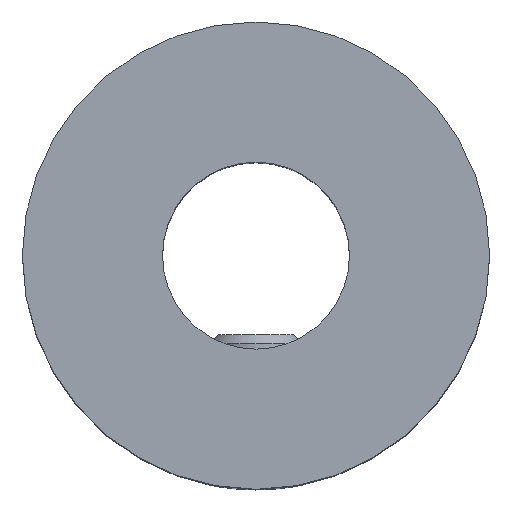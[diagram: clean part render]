
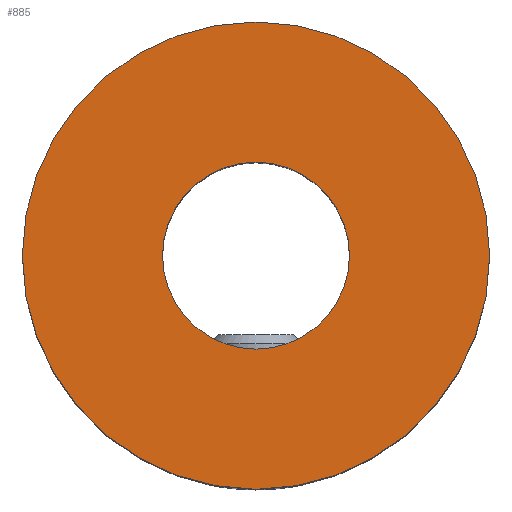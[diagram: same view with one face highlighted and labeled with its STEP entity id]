
A CAD part, top view. The second image highlights one B-rep face of the part: STEP entity #885.
In plain terms, the highlighted planar face has unit normal (0, 0, 1).
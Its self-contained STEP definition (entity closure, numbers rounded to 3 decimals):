
#412 = CYLINDRICAL_SURFACE('',#413,2.5);
#413 = AXIS2_PLACEMENT_3D('',#414,#415,#416);
#414 = CARTESIAN_POINT('',(0.,0.,0.));
#415 = DIRECTION('',(0.,0.,1.));
#416 = DIRECTION('',(-1.,0.,0.));
#467 = CYLINDRICAL_SURFACE('',#468,6.25);
#468 = AXIS2_PLACEMENT_3D('',#469,#470,#471);
#469 = CARTESIAN_POINT('',(0.,0.,11.));
#470 = DIRECTION('',(-0.,-0.,-1.));
#471 = DIRECTION('',(-1.,0.,0.));
#782 = VERTEX_POINT('',#783);
#783 = CARTESIAN_POINT('',(-2.5,0.,11.));
#806 = EDGE_CURVE('',#782,#782,#807,.T.);
#807 = SURFACE_CURVE('',#808,(#813,#820),.PCURVE_S1.);
#808 = CIRCLE('',#809,2.5);
#809 = AXIS2_PLACEMENT_3D('',#810,#811,#812);
#810 = CARTESIAN_POINT('',(0.,0.,11.));
#811 = DIRECTION('',(0.,0.,1.));
#812 = DIRECTION('',(-1.,0.,0.));
#813 = PCURVE('',#412,#814);
#814 = DEFINITIONAL_REPRESENTATION('',(#815),#819);
#815 = LINE('',#816,#817);
#816 = CARTESIAN_POINT('',(0.,11.));
#817 = VECTOR('',#818,1.);
#818 = DIRECTION('',(1.,0.));
#819 = ( GEOMETRIC_REPRESENTATION_CONTEXT(2) 
PARAMETRIC_REPRESENTATION_CONTEXT() REPRESENTATION_CONTEXT('2D SPACE',''
  ) );
#820 = PCURVE('',#821,#826);
#821 = PLANE('',#822);
#822 = AXIS2_PLACEMENT_3D('',#823,#824,#825);
#823 = CARTESIAN_POINT('',(0.,0.,11.));
#824 = DIRECTION('',(0.,0.,1.));
#825 = DIRECTION('',(-1.,0.,0.));
#826 = DEFINITIONAL_REPRESENTATION('',(#827),#831);
#827 = CIRCLE('',#828,2.5);
#828 = AXIS2_PLACEMENT_2D('',#829,#830);
#829 = CARTESIAN_POINT('',(0.,0.));
#830 = DIRECTION('',(1.,-0.));
#831 = ( GEOMETRIC_REPRESENTATION_CONTEXT(2) 
PARAMETRIC_REPRESENTATION_CONTEXT() REPRESENTATION_CONTEXT('2D SPACE',''
  ) );
#839 = EDGE_CURVE('',#840,#840,#842,.T.);
#840 = VERTEX_POINT('',#841);
#841 = CARTESIAN_POINT('',(-6.25,0.,11.));
#842 = SURFACE_CURVE('',#843,(#848,#855),.PCURVE_S1.);
#843 = CIRCLE('',#844,6.25);
#844 = AXIS2_PLACEMENT_3D('',#845,#846,#847);
#845 = CARTESIAN_POINT('',(0.,0.,11.));
#846 = DIRECTION('',(0.,0.,1.));
#847 = DIRECTION('',(-1.,0.,0.));
#848 = PCURVE('',#467,#849);
#849 = DEFINITIONAL_REPRESENTATION('',(#850),#854);
#850 = LINE('',#851,#852);
#851 = CARTESIAN_POINT('',(-0.,0.));
#852 = VECTOR('',#853,1.);
#853 = DIRECTION('',(-1.,0.));
#854 = ( GEOMETRIC_REPRESENTATION_CONTEXT(2) 
PARAMETRIC_REPRESENTATION_CONTEXT() REPRESENTATION_CONTEXT('2D SPACE',''
  ) );
#855 = PCURVE('',#821,#856);
#856 = DEFINITIONAL_REPRESENTATION('',(#857),#861);
#857 = CIRCLE('',#858,6.25);
#858 = AXIS2_PLACEMENT_2D('',#859,#860);
#859 = CARTESIAN_POINT('',(0.,0.));
#860 = DIRECTION('',(1.,0.));
#861 = ( GEOMETRIC_REPRESENTATION_CONTEXT(2) 
PARAMETRIC_REPRESENTATION_CONTEXT() REPRESENTATION_CONTEXT('2D SPACE',''
  ) );
#885 = ADVANCED_FACE('',(#886,#889),#821,.T.);
#886 = FACE_BOUND('',#887,.F.);
#887 = EDGE_LOOP('',(#888));
#888 = ORIENTED_EDGE('',*,*,#806,.T.);
#889 = FACE_BOUND('',#890,.F.);
#890 = EDGE_LOOP('',(#891));
#891 = ORIENTED_EDGE('',*,*,#839,.F.);
